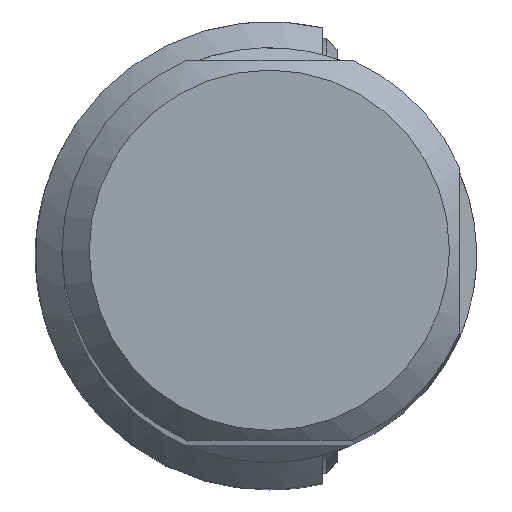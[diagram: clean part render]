
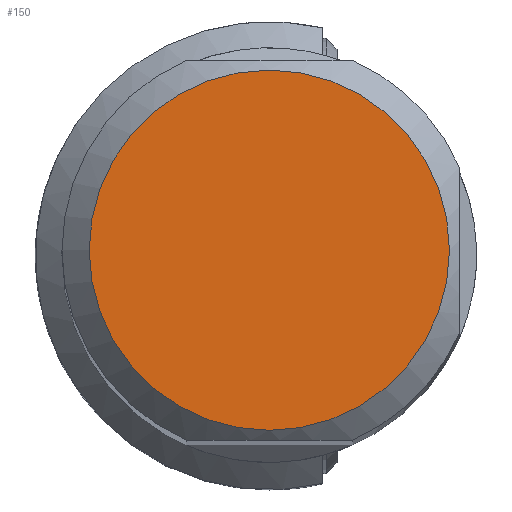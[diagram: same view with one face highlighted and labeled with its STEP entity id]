
A CAD part, top view. The second image highlights one B-rep face of the part: STEP entity #150.
In plain terms, the highlighted planar face has unit normal (0, 0, 1).
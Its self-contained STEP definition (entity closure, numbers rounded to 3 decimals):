
#42=PLANE('',#738);
#150=ADVANCED_FACE('SHANK_FACE_BACK',(#216),#42,.F.);
#216=FACE_OUTER_BOUND('',#234,.T.);
#234=EDGE_LOOP('',(#405));
#333=CIRCLE('',#737,16.55);
#405=ORIENTED_EDGE('',*,*,#605,.T.);
#533=VERTEX_POINT('',#1132);
#605=EDGE_CURVE('',#533,#533,#333,.T.);
#737=AXIS2_PLACEMENT_3D('',#1131,#865,#866);
#738=AXIS2_PLACEMENT_3D('',#1133,#867,#868);
#865=DIRECTION('',(0.,0.,1.));
#866=DIRECTION('',(-1.,0.,0.));
#867=DIRECTION('',(0.,0.,-1.));
#868=DIRECTION('',(1.,0.,0.));
#1131=CARTESIAN_POINT('',(0.,0.,0.));
#1132=CARTESIAN_POINT('',(-16.55,0.,0.));
#1133=CARTESIAN_POINT('',(0.,0.,0.));
